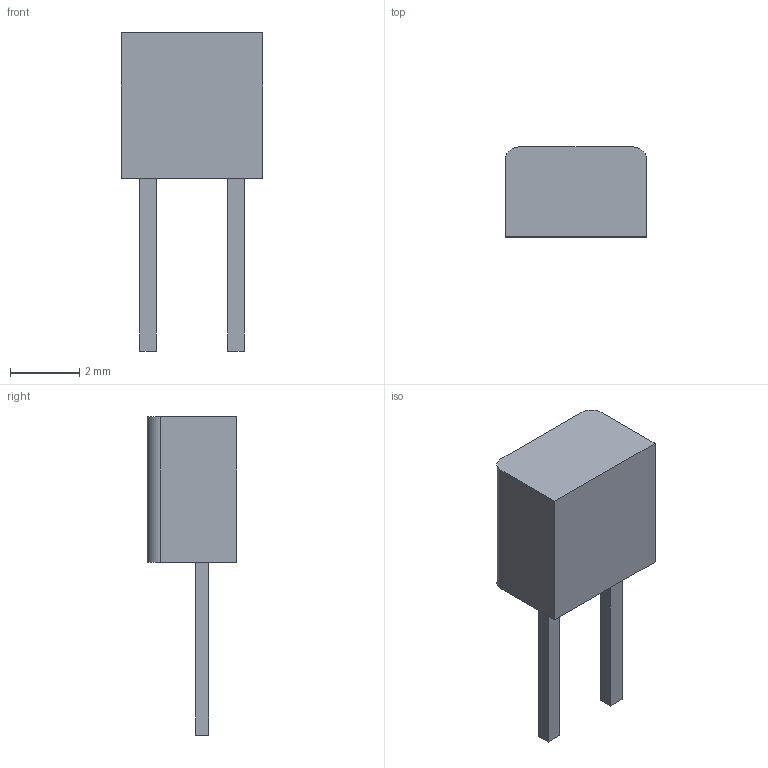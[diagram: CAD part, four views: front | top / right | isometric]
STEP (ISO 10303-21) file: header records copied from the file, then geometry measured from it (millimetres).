
FILE_DESCRIPTION(('FreeCAD Model'),'2;1');
FILE_NAME('Heraeus_TO-92-2.step','2017-11-28T22:15:36',('kicad StepUp'),('ksu MCAD' ),'Open CASCADE STEP processor 6.8','FreeCAD','Unknown');
FILE_SCHEMA(('AUTOMOTIVE_DESIGN_CC2 { 1 2 10303 214 -1 1 5 4 }'));
Length unit declared in the file: millimetre
Products named in the file (1): Heraeus_TO-92-2
Bounding box: 4.1 x 2.6 x 9.2 mm (x, y, z)
Volume: 46.3 mm3; surface area: 93.2 mm2
Topology: 1 solids, 1 shells, 18 faces, 42 edges, 28 vertices
Faces by surface type: plane 16, cylinder 2
Entity records: 361 total; most frequent: ORIENTED_EDGE 56, EDGE_CURVE 42, LINE 38, CARTESIAN_POINT 33, VERTEX_POINT 28, AXIS2_PLACEMENT_3D 23, FACE_BOUND 20, EDGE_LOOP 20
